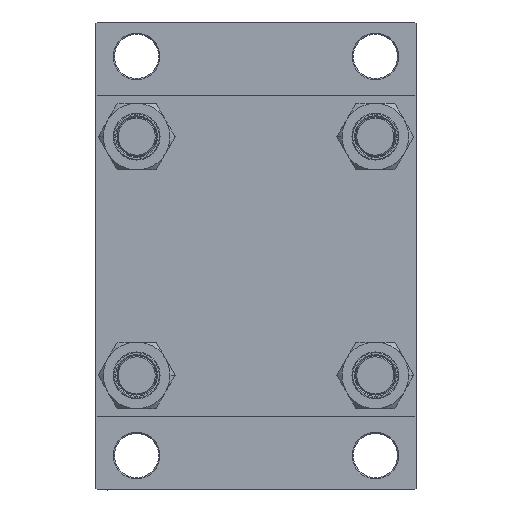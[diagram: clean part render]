
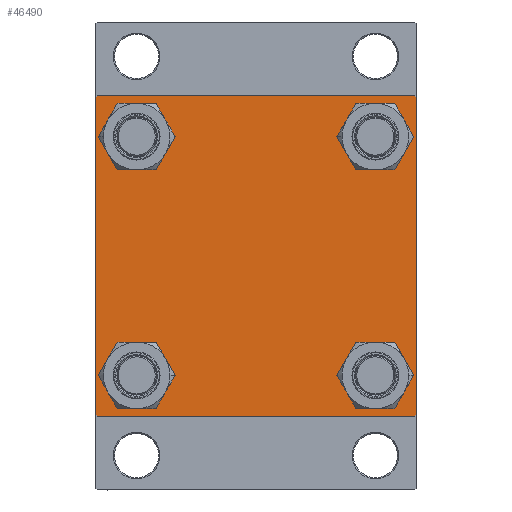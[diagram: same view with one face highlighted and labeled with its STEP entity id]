
A CAD part, left-side view. The second image highlights one B-rep face of the part: STEP entity #46490.
In plain terms, the highlighted planar face has unit normal (-1, 0, 0).
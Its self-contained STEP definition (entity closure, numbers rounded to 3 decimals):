
#78 = DIRECTION ( 'NONE',  ( 1., 0., 0. ) ) ;
#832 = CARTESIAN_POINT ( 'NONE',  ( 0., 64.5, -65. ) ) ;
#1145 = VECTOR ( 'NONE', #5499, 1000. ) ;
#1372 = VERTEX_POINT ( 'NONE', #27674 ) ;
#1911 = VECTOR ( 'NONE', #7561, 1000. ) ;
#1986 = DIRECTION ( 'NONE',  ( 0., 0., 1. ) ) ;
#2004 = ORIENTED_EDGE ( 'NONE', *, *, #19164, .F. ) ;
#2137 = DIRECTION ( 'NONE',  ( 1., 0., 0. ) ) ;
#3446 = LINE ( 'NONE', #18232, #1911 ) ;
#3491 = CARTESIAN_POINT ( 'NONE',  ( 0., 48.45, -48.45 ) ) ;
#4535 = VERTEX_POINT ( 'NONE', #9059 ) ;
#4550 = CARTESIAN_POINT ( 'NONE',  ( 0., 48.45, -48.45 ) ) ;
#5291 = CARTESIAN_POINT ( 'NONE',  ( 0., -48.45, 48.45 ) ) ;
#5325 = EDGE_CURVE ( 'NONE', #46608, #9888, #38195, .T. ) ;
#5499 = DIRECTION ( 'NONE',  ( 0., 0., -1. ) ) ;
#5983 = VERTEX_POINT ( 'NONE', #10657 ) ;
#6298 = FACE_BOUND ( 'NONE', #36651, .T. ) ;
#6643 = DIRECTION ( 'NONE',  ( 0., 0., 1. ) ) ;
#6675 = VERTEX_POINT ( 'NONE', #14316 ) ;
#6848 = CARTESIAN_POINT ( 'NONE',  ( 0., -48.45, -48.45 ) ) ;
#7126 = VERTEX_POINT ( 'NONE', #10704 ) ;
#7397 = ORIENTED_EDGE ( 'NONE', *, *, #13509, .T. ) ;
#7559 = CARTESIAN_POINT ( 'NONE',  ( 0., 48.45, 48.45 ) ) ;
#7561 = DIRECTION ( 'NONE',  ( 0., 0.707, -0.707 ) ) ;
#8030 = AXIS2_PLACEMENT_3D ( 'NONE', #34627, #16717, #12585 ) ;
#8340 = CARTESIAN_POINT ( 'NONE',  ( 0., -48.45, 56.95 ) ) ;
#8551 = CARTESIAN_POINT ( 'NONE',  ( 0., -65., 65. ) ) ;
#9059 = CARTESIAN_POINT ( 'NONE',  ( 0., 48.45, -39.95 ) ) ;
#9839 = CARTESIAN_POINT ( 'NONE',  ( 0., -48.45, -39.95 ) ) ;
#9888 = VERTEX_POINT ( 'NONE', #9839 ) ;
#9945 = FACE_BOUND ( 'NONE', #20499, .T. ) ;
#10229 = CARTESIAN_POINT ( 'NONE',  ( 0., 64.5, 65. ) ) ;
#10587 = ORIENTED_EDGE ( 'NONE', *, *, #21888, .T. ) ;
#10657 = CARTESIAN_POINT ( 'NONE',  ( 0., 48.45, 56.95 ) ) ;
#10704 = CARTESIAN_POINT ( 'NONE',  ( 0., -48.45, 39.95 ) ) ;
#11786 = ORIENTED_EDGE ( 'NONE', *, *, #36192, .T. ) ;
#12032 = VERTEX_POINT ( 'NONE', #33014 ) ;
#12585 = DIRECTION ( 'NONE',  ( 0., 0., 1. ) ) ;
#12705 = CARTESIAN_POINT ( 'NONE',  ( 0., -64.75, 64.75 ) ) ;
#13029 = CARTESIAN_POINT ( 'NONE',  ( 0., 65., 65. ) ) ;
#13134 = PLANE ( 'NONE',  #37582 ) ;
#13455 = EDGE_LOOP ( 'NONE', ( #46933, #34066 ) ) ;
#13509 = EDGE_CURVE ( 'NONE', #4535, #24982, #31518, .T. ) ;
#14065 = ORIENTED_EDGE ( 'NONE', *, *, #32617, .T. ) ;
#14133 = ORIENTED_EDGE ( 'NONE', *, *, #36889, .T. ) ;
#14316 = CARTESIAN_POINT ( 'NONE',  ( 0., -64.5, 65. ) ) ;
#14777 = VERTEX_POINT ( 'NONE', #32991 ) ;
#15223 = EDGE_CURVE ( 'NONE', #23107, #12032, #38598, .T. ) ;
#16029 = VERTEX_POINT ( 'NONE', #832 ) ;
#16098 = ORIENTED_EDGE ( 'NONE', *, *, #35439, .T. ) ;
#16717 = DIRECTION ( 'NONE',  ( 1., 0., 0. ) ) ;
#17458 = CIRCLE ( 'NONE', #39113, 8.5 ) ;
#17473 = FACE_BOUND ( 'NONE', #13455, .T. ) ;
#17540 = AXIS2_PLACEMENT_3D ( 'NONE', #6848, #47287, #17771 ) ;
#17701 = CARTESIAN_POINT ( 'NONE',  ( 0., 0., 0. ) ) ;
#17771 = DIRECTION ( 'NONE',  ( 0., 0., 1. ) ) ;
#17963 = CARTESIAN_POINT ( 'NONE',  ( 0., 48.45, 48.45 ) ) ;
#18112 = EDGE_CURVE ( 'NONE', #23107, #6675, #23364, .T. ) ;
#18232 = CARTESIAN_POINT ( 'NONE',  ( 0., 64.75, 64.75 ) ) ;
#18455 = VECTOR ( 'NONE', #23585, 1000. ) ;
#18510 = EDGE_LOOP ( 'NONE', ( #11786, #34944, #20026, #44802, #35500, #30838, #2004, #16098 ) ) ;
#19164 = EDGE_CURVE ( 'NONE', #35263, #6675, #39103, .T. ) ;
#20026 = ORIENTED_EDGE ( 'NONE', *, *, #45595, .T. ) ;
#20499 = EDGE_LOOP ( 'NONE', ( #10587, #14065 ) ) ;
#20902 = VECTOR ( 'NONE', #34249, 1000. ) ;
#21331 = FACE_OUTER_BOUND ( 'NONE', #18510, .T. ) ;
#21565 = DIRECTION ( 'NONE',  ( -1., 0., 0. ) ) ;
#21706 = VECTOR ( 'NONE', #46586, 1000. ) ;
#21888 = EDGE_CURVE ( 'NONE', #46036, #7126, #36362, .T. ) ;
#22223 = VECTOR ( 'NONE', #36060, 1000. ) ;
#22829 = DIRECTION ( 'NONE',  ( 1., 0., 0. ) ) ;
#22965 = CIRCLE ( 'NONE', #17540, 8.5 ) ;
#23107 = VERTEX_POINT ( 'NONE', #25060 ) ;
#23364 = LINE ( 'NONE', #12705, #20902 ) ;
#23585 = DIRECTION ( 'NONE',  ( 0., 0., -1. ) ) ;
#23687 = LINE ( 'NONE', #13029, #1145 ) ;
#24566 = EDGE_CURVE ( 'NONE', #29976, #16029, #45294, .T. ) ;
#24982 = VERTEX_POINT ( 'NONE', #32124 ) ;
#25060 = CARTESIAN_POINT ( 'NONE',  ( 0., -65., 64.5 ) ) ;
#25273 = CARTESIAN_POINT ( 'NONE',  ( 0., -48.45, 48.45 ) ) ;
#25629 = CARTESIAN_POINT ( 'NONE',  ( 0., 48.45, 39.95 ) ) ;
#25960 = AXIS2_PLACEMENT_3D ( 'NONE', #17963, #28609, #39528 ) ;
#26424 = VECTOR ( 'NONE', #37312, 1000. ) ;
#26739 = CIRCLE ( 'NONE', #45280, 8.5 ) ;
#27674 = CARTESIAN_POINT ( 'NONE',  ( 0., -64.5, -65. ) ) ;
#28609 = DIRECTION ( 'NONE',  ( 1., 0., 0. ) ) ;
#29976 = VERTEX_POINT ( 'NONE', #45902 ) ;
#30559 = AXIS2_PLACEMENT_3D ( 'NONE', #25273, #78, #40032 ) ;
#30838 = ORIENTED_EDGE ( 'NONE', *, *, #18112, .T. ) ;
#31195 = DIRECTION ( 'NONE',  ( 0., 0., 1. ) ) ;
#31518 = CIRCLE ( 'NONE', #40812, 8.5 ) ;
#31614 = EDGE_LOOP ( 'NONE', ( #43863, #37934 ) ) ;
#32124 = CARTESIAN_POINT ( 'NONE',  ( 0., 48.45, -56.95 ) ) ;
#32183 = LINE ( 'NONE', #39455, #22223 ) ;
#32617 = EDGE_CURVE ( 'NONE', #7126, #46036, #32850, .T. ) ;
#32850 = CIRCLE ( 'NONE', #30559, 8.5 ) ;
#32991 = CARTESIAN_POINT ( 'NONE',  ( 0., 65., 64.5 ) ) ;
#33014 = CARTESIAN_POINT ( 'NONE',  ( 0., -65., -64.5 ) ) ;
#33662 = VECTOR ( 'NONE', #42911, 1000. ) ;
#34066 = ORIENTED_EDGE ( 'NONE', *, *, #38561, .T. ) ;
#34249 = DIRECTION ( 'NONE',  ( 0., 0.707, 0.707 ) ) ;
#34627 = CARTESIAN_POINT ( 'NONE',  ( 0., -48.45, -48.45 ) ) ;
#34944 = ORIENTED_EDGE ( 'NONE', *, *, #24566, .T. ) ;
#35178 = LINE ( 'NONE', #39045, #33662 ) ;
#35263 = VERTEX_POINT ( 'NONE', #10229 ) ;
#35439 = EDGE_CURVE ( 'NONE', #35263, #14777, #3446, .T. ) ;
#35500 = ORIENTED_EDGE ( 'NONE', *, *, #15223, .F. ) ;
#36060 = DIRECTION ( 'NONE',  ( 0., -0.707, 0.707 ) ) ;
#36192 = EDGE_CURVE ( 'NONE', #14777, #29976, #23687, .T. ) ;
#36362 = CIRCLE ( 'NONE', #38708, 8.5 ) ;
#36651 = EDGE_LOOP ( 'NONE', ( #7397, #14133 ) ) ;
#36713 = VERTEX_POINT ( 'NONE', #25629 ) ;
#36889 = EDGE_CURVE ( 'NONE', #24982, #4535, #26739, .T. ) ;
#37312 = DIRECTION ( 'NONE',  ( 0., -0.707, -0.707 ) ) ;
#37582 = AXIS2_PLACEMENT_3D ( 'NONE', #17701, #21565, #1986 ) ;
#37934 = ORIENTED_EDGE ( 'NONE', *, *, #5325, .T. ) ;
#38195 = CIRCLE ( 'NONE', #8030, 8.5 ) ;
#38561 = EDGE_CURVE ( 'NONE', #36713, #5983, #42982, .T. ) ;
#38598 = LINE ( 'NONE', #8551, #18455 ) ;
#38708 = AXIS2_PLACEMENT_3D ( 'NONE', #5291, #2137, #31195 ) ;
#39045 = CARTESIAN_POINT ( 'NONE',  ( 0., 65., -65. ) ) ;
#39103 = LINE ( 'NONE', #39332, #21706 ) ;
#39113 = AXIS2_PLACEMENT_3D ( 'NONE', #7559, #22829, #43894 ) ;
#39332 = CARTESIAN_POINT ( 'NONE',  ( 0., 65., 65. ) ) ;
#39374 = DIRECTION ( 'NONE',  ( 1., 0., 0. ) ) ;
#39455 = CARTESIAN_POINT ( 'NONE',  ( 0., -64.75, -64.75 ) ) ;
#39494 = FACE_BOUND ( 'NONE', #31614, .T. ) ;
#39528 = DIRECTION ( 'NONE',  ( 0., 0., 1. ) ) ;
#40032 = DIRECTION ( 'NONE',  ( 0., 0., 1. ) ) ;
#40530 = EDGE_CURVE ( 'NONE', #9888, #46608, #22965, .T. ) ;
#40688 = CARTESIAN_POINT ( 'NONE',  ( 0., -48.45, -56.95 ) ) ;
#40812 = AXIS2_PLACEMENT_3D ( 'NONE', #3491, #39374, #6643 ) ;
#41135 = EDGE_CURVE ( 'NONE', #1372, #12032, #32183, .T. ) ;
#42911 = DIRECTION ( 'NONE',  ( 0., -1., 0. ) ) ;
#42982 = CIRCLE ( 'NONE', #25960, 8.5 ) ;
#43863 = ORIENTED_EDGE ( 'NONE', *, *, #40530, .T. ) ;
#43894 = DIRECTION ( 'NONE',  ( 0., 0., 1. ) ) ;
#44579 = CARTESIAN_POINT ( 'NONE',  ( 0., 64.75, -64.75 ) ) ;
#44751 = DIRECTION ( 'NONE',  ( 0., 0., 1. ) ) ;
#44802 = ORIENTED_EDGE ( 'NONE', *, *, #41135, .T. ) ;
#45280 = AXIS2_PLACEMENT_3D ( 'NONE', #4550, #45468, #44751 ) ;
#45294 = LINE ( 'NONE', #44579, #26424 ) ;
#45468 = DIRECTION ( 'NONE',  ( 1., 0., 0. ) ) ;
#45595 = EDGE_CURVE ( 'NONE', #16029, #1372, #35178, .T. ) ;
#45902 = CARTESIAN_POINT ( 'NONE',  ( 0., 65., -64.5 ) ) ;
#46036 = VERTEX_POINT ( 'NONE', #8340 ) ;
#46246 = EDGE_CURVE ( 'NONE', #5983, #36713, #17458, .T. ) ;
#46490 = ADVANCED_FACE ( 'NONE', ( #9945, #39494, #6298, #17473, #21331 ), #13134, .T. ) ;
#46586 = DIRECTION ( 'NONE',  ( 0., -1., 0. ) ) ;
#46608 = VERTEX_POINT ( 'NONE', #40688 ) ;
#46933 = ORIENTED_EDGE ( 'NONE', *, *, #46246, .T. ) ;
#47287 = DIRECTION ( 'NONE',  ( 1., 0., 0. ) ) ;
